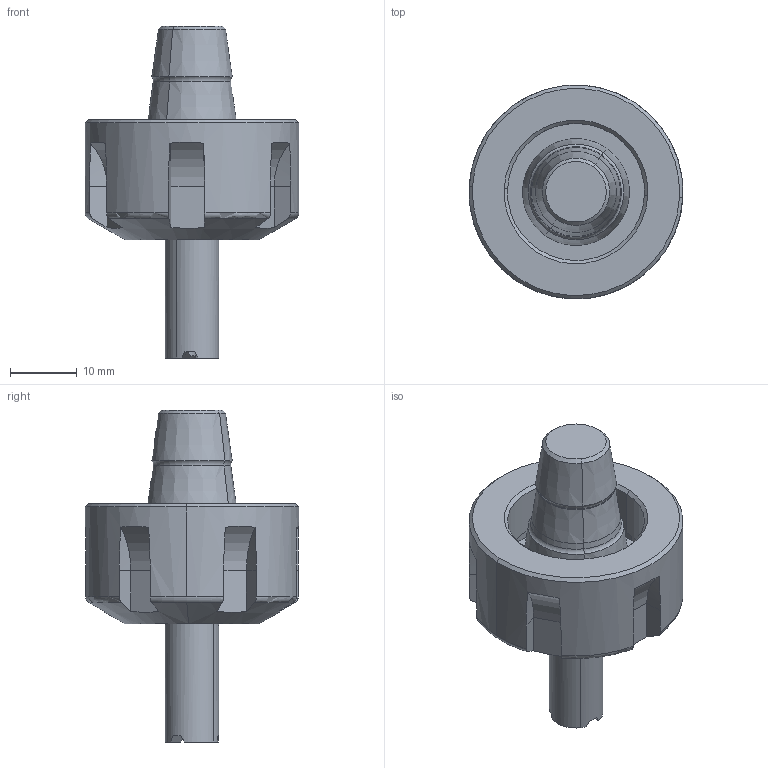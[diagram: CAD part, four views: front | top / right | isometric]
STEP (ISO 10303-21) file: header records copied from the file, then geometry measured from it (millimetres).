
FILE_DESCRIPTION(/* description */ (''),/* implementation_level */ '2;1');
FILE_NAME(/* name */ '335.14-ER16-08-022.stp',/* time_stamp */ '2018-02-26T11:08:43+06:00',/* author */ (''),/* organization */ (''),/* preprocessor_version */ 'ST-DEVELOPER v16',/* originating_system */ 'SIEMENS PLM Software NX 11.0',/* authorisation */ '');
FILE_SCHEMA (('AUTOMOTIVE_DESIGN { 1 0 10303 214 3 1 1 1 }'));
Length unit declared in the file: millimetre
Products named in the file (1): 335.14-ER16-08-022
Bounding box: 31.96 x 32 x 49.66 mm (x, y, z)
Volume: 12930.3 mm3; surface area: 6949.7 mm2
Topology: 3 solids, 3 shells, 121 faces, 293 edges, 183 vertices
Faces by surface type: plane 42, cone 38, cylinder 26, torus 15
Full cylindrical faces by diameter (mm): 14.8 x1, 16 x1
Entity records: 3726 total; most frequent: CARTESIAN_POINT 900, DIRECTION 585, ORIENTED_EDGE 578, EDGE_CURVE 289, AXIS2_PLACEMENT_3D 242, VERTEX_POINT 189, EDGE_LOOP 138, ADVANCED_FACE 121
